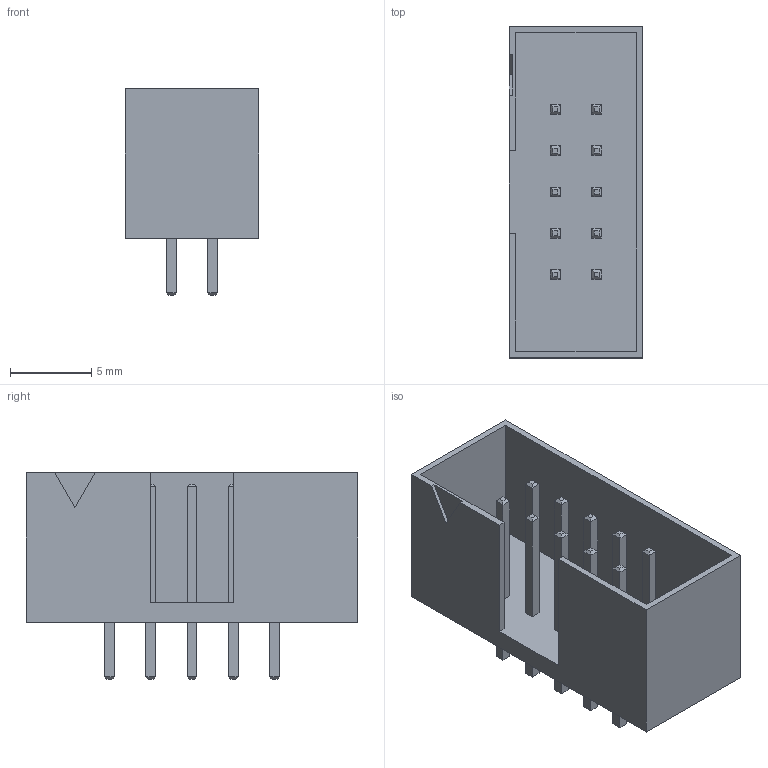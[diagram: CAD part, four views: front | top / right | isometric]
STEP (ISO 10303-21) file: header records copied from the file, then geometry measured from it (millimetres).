
FILE_DESCRIPTION (( 'STEP AP214' ), '1' );
FILE_NAME ('HE10_2x5.STEP', '2019-08-22T09:35:10', ( '' ), ( '' ), 'SwSTEP 2.0', 'SolidWorks 2018', '' );
FILE_SCHEMA (( 'AUTOMOTIVE_DESIGN' ));
Length unit declared in the file: millimetre
Products named in the file (1): HE10_2x5
Bounding box: 8.2 x 20.4 x 12.7 mm (x, y, z)
Volume: 400.2 mm3; surface area: 1472.3 mm2
Topology: 1 solids, 1 shells, 197 faces, 445 edges, 270 vertices
Faces by surface type: plane 197
Entity records: 7480 total; most frequent: CARTESIAN_POINT 913, ORIENTED_EDGE 890, DIRECTION 841, LINE 445, EDGE_CURVE 445, VECTOR 445, VERTEX_POINT 270, EDGE_LOOP 217
